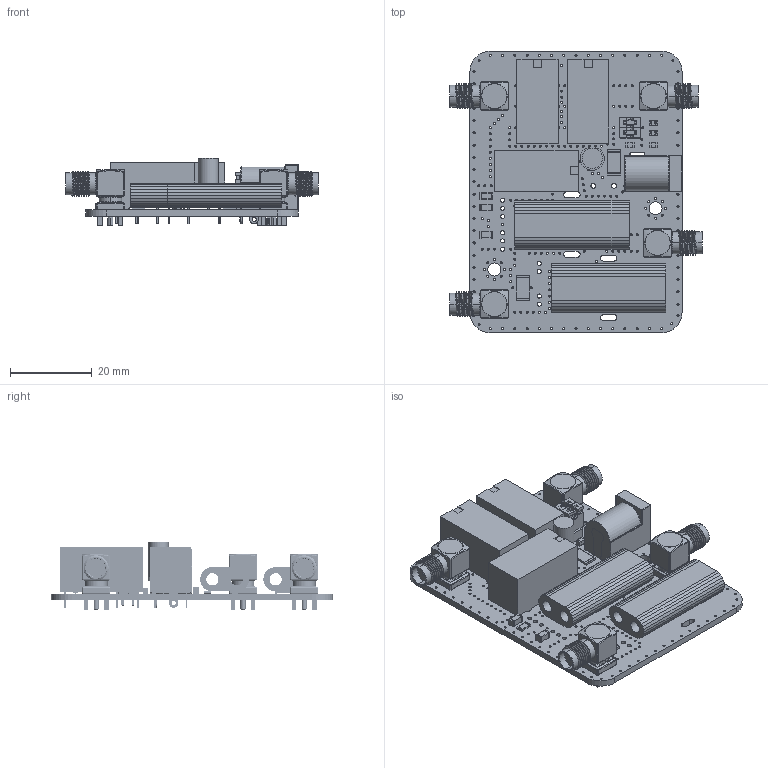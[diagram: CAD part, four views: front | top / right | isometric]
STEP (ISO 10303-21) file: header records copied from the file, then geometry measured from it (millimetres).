
FILE_DESCRIPTION(('KiCad electronic assembly'),'2;1');
FILE_NAME('rx-splitter.step','2020-12-29T23:19:54',('An Author'),( 'A Company'),'Open CASCADE STEP processor 7.4', 'KiCad to STEP converter','Unknown');
FILE_SCHEMA(('AUTOMOTIVE_DESIGN { 1 0 10303 214 1 1 1 1 }'));
Length unit declared in the file: millimetre
Products named in the file (26): Open CASCADE STEP translator 7.4 1; ferrite-pig-long; COMPOUND; D_0805_2012Metric; SOLID; R_2512_6332Metric; PinHeader_2x02_P2.54mm_Vertical; jumper; DC-Jack; LED_D5.0mm_FlatTop; C_1206_3216Metric; SMA-angled; G5V_2; C_0805_2012Metric; R_1206_3216Metric
Assembly tree (36 placements, depth 3):
  Open CASCADE STEP translator 7.4 1
    ferrite-pig-long  x2
      COMPOUND
    D_0805_2012Metric  x2
      SOLID
    R_2512_6332Metric  x2
      SOLID
    PinHeader_2x02_P2.54mm_Vertical
      SOLID
    jumper  x2
      COMPOUND
    DC-Jack
      SOLID
    LED_D5.0mm_FlatTop
      SOLID
    C_1206_3216Metric  x2
      SOLID
    SMA-angled  x4
      SOLID
    G5V_2  x3
      SOLID
    C_0805_2012Metric  x2
      SOLID
    R_1206_3216Metric
      SOLID
    COMPOUND
Bounding box: 62 x 69 x 16.6 mm (x, y, z)
Volume: 18141.2 mm3; surface area: 20652.4 mm2
Topology: 26 solids, 30 shells, 2328 faces, 5740 edges, 3494 vertices
Faces by surface type: cylinder 1037, plane 918, sphere 203, bspline 84, torus 70, cone 16
Full cylindrical faces by diameter (mm): 0.5 x319, 1 x34, 1.001 x2, 1.016 x4, 1.2 x2, 1.5 x20, 3 x4, 3.2 x2, 5 x1
Entity records: 94809 total; most frequent: CARTESIAN_POINT 27832, DIRECTION 12332, LINE 6491, VECTOR 6491, ORIENTED_EDGE 6154, PCURVE 6154, DEFINITIONAL_REPRESENTATION 6154, EDGE_CURVE 3077
